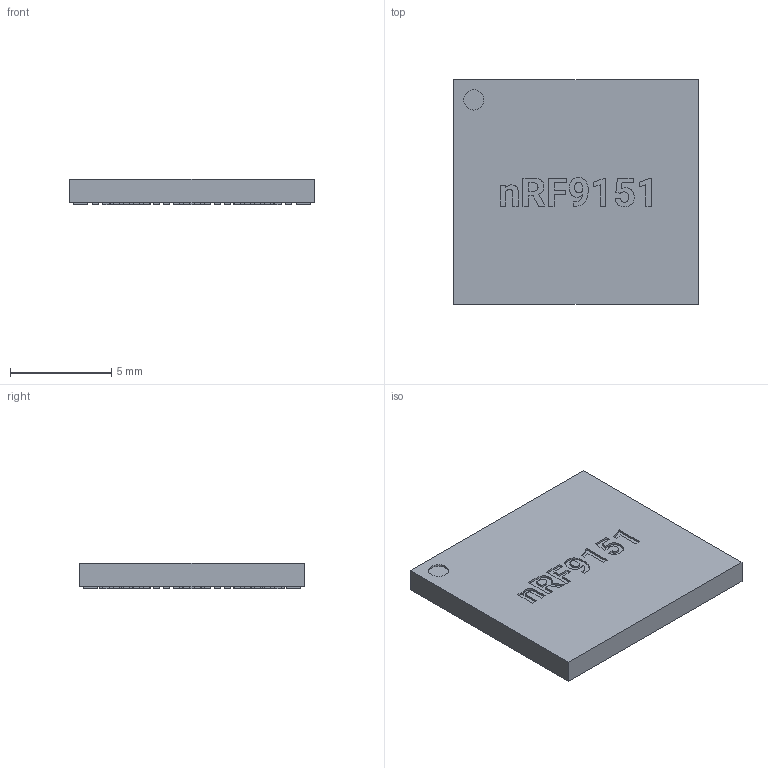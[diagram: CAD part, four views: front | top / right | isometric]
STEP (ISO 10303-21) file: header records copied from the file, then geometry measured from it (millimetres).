
FILE_DESCRIPTION(/* description */ ('STEP AP242','CAx-IF Rec.Pracs.---Representation and Presentation of Product Manufacturing Information (PMI)---4.0---2014-10-13','CAx-IF Rec.Pracs.---3D Tessellated Geometry---0.4---2014-09-14','2;1'),/* implementation_level */ '2;1');
FILE_NAME(/* name */ '6723bcf916f5e933704a8337',/* time_stamp */ '2024-10-31T17:23:06Z',/* author */ (''),/* organization */ (''),/* preprocessor_version */ 'ST-DEVELOPER v20',/* originating_system */ ' ',/* authorisation */ ' ');
FILE_SCHEMA (('AP242_MANAGED_MODEL_BASED_3D_ENGINEERING_MIM_LF { 1 0 10303 442 1 1 4 }'));
Length unit declared in the file: metre
Products named in the file (1): Part 1
Bounding box: 12.1 x 11.1 x 1.26 mm (x, y, z)
Volume: 158.4 mm3; surface area: 346.8 mm2
Topology: 1 solids, 1 shells, 690 faces, 1695 edges, 1130 vertices
Faces by surface type: plane 639, cylinder 34, bspline 17
Full cylindrical faces by diameter (mm): 1 x1
Entity records: 20052 total; most frequent: CARTESIAN_POINT 3702, ORIENTED_EDGE 3388, DIRECTION 3076, EDGE_CURVE 1694, LINE 1592, VECTOR 1592, VERTEX_POINT 1130, EDGE_LOOP 814
